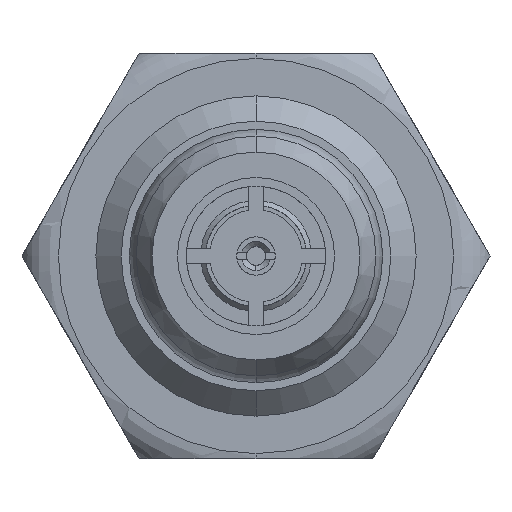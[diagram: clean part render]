
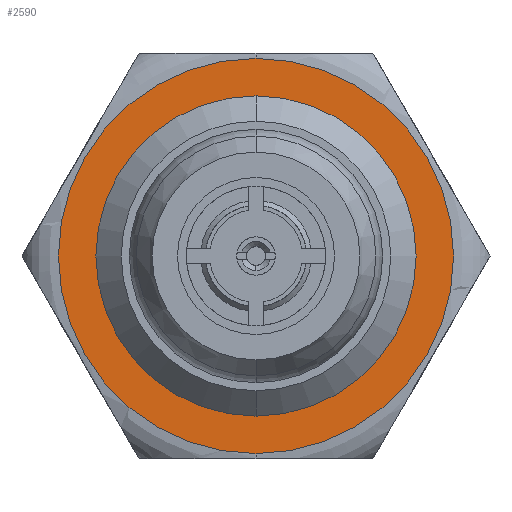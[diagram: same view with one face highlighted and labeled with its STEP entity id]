
A CAD part, front view. The second image highlights one B-rep face of the part: STEP entity #2590.
In plain terms, the highlighted planar face has unit normal (0, -1, 0).
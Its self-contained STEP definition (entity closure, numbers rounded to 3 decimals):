
#187 = EDGE_CURVE ( 'NONE', #377, #8071, #6593, .T. ) ;
#276 = EDGE_LOOP ( 'NONE', ( #4233, #1194 ) ) ;
#377 = VERTEX_POINT ( 'NONE', #3067 ) ;
#528 = CARTESIAN_POINT ( 'NONE',  ( -3.16, -8.4, 0. ) ) ;
#530 = VERTEX_POINT ( 'NONE', #7342 ) ;
#836 = AXIS2_PLACEMENT_3D ( 'NONE', #3893, #7582, #2571 ) ;
#906 = AXIS2_PLACEMENT_3D ( 'NONE', #5699, #2017, #5079 ) ;
#933 = DIRECTION ( 'NONE',  ( 0., -1., 0. ) ) ;
#1150 = ORIENTED_EDGE ( 'NONE', *, *, #3179, .F. ) ;
#1194 = ORIENTED_EDGE ( 'NONE', *, *, #187, .T. ) ;
#1328 = AXIS2_PLACEMENT_3D ( 'NONE', #528, #8154, #4921 ) ;
#1584 = AXIS2_PLACEMENT_3D ( 'NONE', #3900, #4840, #4755 ) ;
#2017 = DIRECTION ( 'NONE',  ( 0., -1., 0. ) ) ;
#2020 = EDGE_CURVE ( 'NONE', #8071, #377, #2780, .T. ) ;
#2216 = CARTESIAN_POINT ( 'NONE',  ( 0., -8.4, 0. ) ) ;
#2571 = DIRECTION ( 'NONE',  ( 0., 0., -1. ) ) ;
#2590 = ADVANCED_FACE ( 'Defeature ausgef�hrt1_6', ( #4417, #8075 ), #3756, .F. ) ;
#2780 = CIRCLE ( 'NONE', #1584, 3.9 ) ;
#2876 = VERTEX_POINT ( 'NONE', #5953 ) ;
#2905 = AXIS2_PLACEMENT_3D ( 'NONE', #2216, #933, #7194 ) ;
#3067 = CARTESIAN_POINT ( 'NONE',  ( 0., -8.4, -3.9 ) ) ;
#3179 = EDGE_CURVE ( 'NONE', #2876, #530, #5421, .T. ) ;
#3756 = PLANE ( 'NONE',  #1328 ) ;
#3893 = CARTESIAN_POINT ( 'NONE',  ( 0., -8.4, 0. ) ) ;
#3900 = CARTESIAN_POINT ( 'NONE',  ( 0., -8.4, 0. ) ) ;
#4233 = ORIENTED_EDGE ( 'NONE', *, *, #2020, .T. ) ;
#4417 = FACE_OUTER_BOUND ( 'NONE', #276, .T. ) ;
#4755 = DIRECTION ( 'NONE',  ( 0., 0., 1. ) ) ;
#4840 = DIRECTION ( 'NONE',  ( 0., -1., 0. ) ) ;
#4849 = ORIENTED_EDGE ( 'NONE', *, *, #7790, .F. ) ;
#4921 = DIRECTION ( 'NONE',  ( 0., 0., 1. ) ) ;
#5079 = DIRECTION ( 'NONE',  ( 0., 0., 1. ) ) ;
#5247 = EDGE_LOOP ( 'NONE', ( #4849, #1150 ) ) ;
#5421 = CIRCLE ( 'NONE', #2905, 3.16 ) ;
#5500 = CARTESIAN_POINT ( 'NONE',  ( 0., -8.4, 3.9 ) ) ;
#5699 = CARTESIAN_POINT ( 'NONE',  ( 0., -8.4, 0. ) ) ;
#5727 = CIRCLE ( 'NONE', #836, 3.16 ) ;
#5953 = CARTESIAN_POINT ( 'NONE',  ( 0., -8.4, 3.16 ) ) ;
#6593 = CIRCLE ( 'NONE', #906, 3.9 ) ;
#7194 = DIRECTION ( 'NONE',  ( 0., 0., -1. ) ) ;
#7342 = CARTESIAN_POINT ( 'NONE',  ( 0., -8.4, -3.16 ) ) ;
#7582 = DIRECTION ( 'NONE',  ( 0., -1., 0. ) ) ;
#7790 = EDGE_CURVE ( 'NONE', #530, #2876, #5727, .T. ) ;
#8071 = VERTEX_POINT ( 'NONE', #5500 ) ;
#8075 = FACE_BOUND ( 'NONE', #5247, .T. ) ;
#8154 = DIRECTION ( 'NONE',  ( 0., 1., 0. ) ) ;
